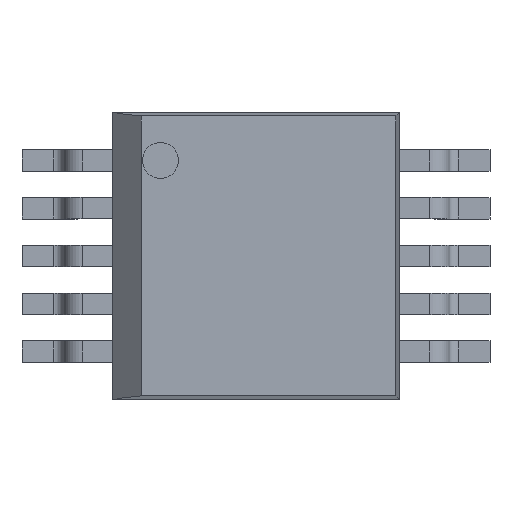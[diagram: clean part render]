
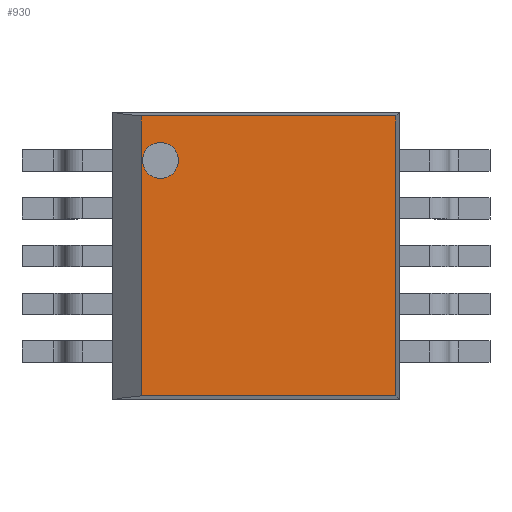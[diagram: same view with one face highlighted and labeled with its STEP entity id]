
A CAD part, top view. The second image highlights one B-rep face of the part: STEP entity #930.
In plain terms, the highlighted planar face has unit normal (0, 0, 1).
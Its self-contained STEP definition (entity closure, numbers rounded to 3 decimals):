
#553 = PLANE('',#554);
#554 = AXIS2_PLACEMENT_3D('',#555,#556,#557);
#555 = CARTESIAN_POINT('',(0.,3.,0.53));
#556 = DIRECTION('',(0.,0.995,0.105));
#557 = DIRECTION('',(1.,0.,0.));
#628 = PLANE('',#629);
#629 = AXIS2_PLACEMENT_3D('',#630,#631,#632);
#630 = CARTESIAN_POINT('',(3.,0.,0.53));
#631 = DIRECTION('',(-0.995,0.,-0.105));
#632 = DIRECTION('',(0.,1.,0.));
#659 = PLANE('',#660);
#660 = AXIS2_PLACEMENT_3D('',#661,#662,#663);
#661 = CARTESIAN_POINT('',(0.,0.,0.53));
#662 = DIRECTION('',(0.,0.995,-0.105));
#663 = DIRECTION('',(1.,0.,0.));
#731 = PLANE('',#732);
#732 = AXIS2_PLACEMENT_3D('',#733,#734,#735);
#733 = CARTESIAN_POINT('',(0.3,0.,0.86));
#734 = DIRECTION('',(-0.707,0.,0.707));
#735 = DIRECTION('',(-0.707,0.,-0.707));
#746 = VERTEX_POINT('',#747);
#747 = CARTESIAN_POINT('',(2.965,2.965,0.86));
#769 = VERTEX_POINT('',#770);
#770 = CARTESIAN_POINT('',(0.3,2.965,0.86));
#789 = EDGE_CURVE('',#769,#746,#790,.T.);
#790 = SURFACE_CURVE('',#791,(#795,#801),.PCURVE_S1.);
#791 = LINE('',#792,#793);
#792 = CARTESIAN_POINT('',(0.,2.965,0.86));
#793 = VECTOR('',#794,1.);
#794 = DIRECTION('',(1.,0.,0.));
#795 = PCURVE('',#553,#796);
#796 = DEFINITIONAL_REPRESENTATION('',(#797),#800);
#797 = B_SPLINE_CURVE_WITH_KNOTS('',1,(#798,#799),.UNSPECIFIED.,.F.,.F.,
  (2,2),(0.035,2.965),.PIECEWISE_BEZIER_KNOTS.);
#798 = CARTESIAN_POINT('',(0.035,-0.332));
#799 = CARTESIAN_POINT('',(2.965,-0.332));
#800 = ( GEOMETRIC_REPRESENTATION_CONTEXT(2) 
PARAMETRIC_REPRESENTATION_CONTEXT() REPRESENTATION_CONTEXT('2D SPACE',''
  ) );
#801 = PCURVE('',#802,#807);
#802 = PLANE('',#803);
#803 = AXIS2_PLACEMENT_3D('',#804,#805,#806);
#804 = CARTESIAN_POINT('',(0.,0.,0.86));
#805 = DIRECTION('',(0.,0.,1.));
#806 = DIRECTION('',(1.,0.,0.));
#807 = DEFINITIONAL_REPRESENTATION('',(#808),#811);
#808 = B_SPLINE_CURVE_WITH_KNOTS('',1,(#809,#810),.UNSPECIFIED.,.F.,.F.,
  (2,2),(0.035,2.965),.PIECEWISE_BEZIER_KNOTS.);
#809 = CARTESIAN_POINT('',(0.035,2.965));
#810 = CARTESIAN_POINT('',(2.965,2.965));
#811 = ( GEOMETRIC_REPRESENTATION_CONTEXT(2) 
PARAMETRIC_REPRESENTATION_CONTEXT() REPRESENTATION_CONTEXT('2D SPACE',''
  ) );
#819 = VERTEX_POINT('',#820);
#820 = CARTESIAN_POINT('',(2.965,0.035,0.86));
#839 = EDGE_CURVE('',#819,#746,#840,.T.);
#840 = SURFACE_CURVE('',#841,(#845,#851),.PCURVE_S1.);
#841 = LINE('',#842,#843);
#842 = CARTESIAN_POINT('',(2.965,0.,0.86));
#843 = VECTOR('',#844,1.);
#844 = DIRECTION('',(0.,1.,0.));
#845 = PCURVE('',#628,#846);
#846 = DEFINITIONAL_REPRESENTATION('',(#847),#850);
#847 = B_SPLINE_CURVE_WITH_KNOTS('',1,(#848,#849),.UNSPECIFIED.,.F.,.F.,
  (2,2),(0.035,2.965),.PIECEWISE_BEZIER_KNOTS.);
#848 = CARTESIAN_POINT('',(0.035,-0.332));
#849 = CARTESIAN_POINT('',(2.965,-0.332));
#850 = ( GEOMETRIC_REPRESENTATION_CONTEXT(2) 
PARAMETRIC_REPRESENTATION_CONTEXT() REPRESENTATION_CONTEXT('2D SPACE',''
  ) );
#851 = PCURVE('',#802,#852);
#852 = DEFINITIONAL_REPRESENTATION('',(#853),#856);
#853 = B_SPLINE_CURVE_WITH_KNOTS('',1,(#854,#855),.UNSPECIFIED.,.F.,.F.,
  (2,2),(0.035,2.965),.PIECEWISE_BEZIER_KNOTS.);
#854 = CARTESIAN_POINT('',(2.965,0.035));
#855 = CARTESIAN_POINT('',(2.965,2.965));
#856 = ( GEOMETRIC_REPRESENTATION_CONTEXT(2) 
PARAMETRIC_REPRESENTATION_CONTEXT() REPRESENTATION_CONTEXT('2D SPACE',''
  ) );
#865 = VERTEX_POINT('',#866);
#866 = CARTESIAN_POINT('',(0.3,0.035,0.86));
#885 = EDGE_CURVE('',#865,#819,#886,.T.);
#886 = SURFACE_CURVE('',#887,(#891,#897),.PCURVE_S1.);
#887 = LINE('',#888,#889);
#888 = CARTESIAN_POINT('',(0.,0.035,0.86));
#889 = VECTOR('',#890,1.);
#890 = DIRECTION('',(1.,0.,0.));
#891 = PCURVE('',#659,#892);
#892 = DEFINITIONAL_REPRESENTATION('',(#893),#896);
#893 = B_SPLINE_CURVE_WITH_KNOTS('',1,(#894,#895),.UNSPECIFIED.,.F.,.F.,
  (2,2),(0.035,2.965),.PIECEWISE_BEZIER_KNOTS.);
#894 = CARTESIAN_POINT('',(0.035,-0.332));
#895 = CARTESIAN_POINT('',(2.965,-0.332));
#896 = ( GEOMETRIC_REPRESENTATION_CONTEXT(2) 
PARAMETRIC_REPRESENTATION_CONTEXT() REPRESENTATION_CONTEXT('2D SPACE',''
  ) );
#897 = PCURVE('',#802,#898);
#898 = DEFINITIONAL_REPRESENTATION('',(#899),#902);
#899 = B_SPLINE_CURVE_WITH_KNOTS('',1,(#900,#901),.UNSPECIFIED.,.F.,.F.,
  (2,2),(0.035,2.965),.PIECEWISE_BEZIER_KNOTS.);
#900 = CARTESIAN_POINT('',(0.035,0.035));
#901 = CARTESIAN_POINT('',(2.965,0.035));
#902 = ( GEOMETRIC_REPRESENTATION_CONTEXT(2) 
PARAMETRIC_REPRESENTATION_CONTEXT() REPRESENTATION_CONTEXT('2D SPACE',''
  ) );
#908 = EDGE_CURVE('',#865,#769,#909,.T.);
#909 = SURFACE_CURVE('',#910,(#914,#921),.PCURVE_S1.);
#910 = LINE('',#911,#912);
#911 = CARTESIAN_POINT('',(0.3,0.,0.86));
#912 = VECTOR('',#913,1.);
#913 = DIRECTION('',(0.,1.,0.));
#914 = PCURVE('',#731,#915);
#915 = DEFINITIONAL_REPRESENTATION('',(#916),#920);
#916 = LINE('',#917,#918);
#917 = CARTESIAN_POINT('',(0.,0.));
#918 = VECTOR('',#919,1.);
#919 = DIRECTION('',(0.,-1.));
#920 = ( GEOMETRIC_REPRESENTATION_CONTEXT(2) 
PARAMETRIC_REPRESENTATION_CONTEXT() REPRESENTATION_CONTEXT('2D SPACE',''
  ) );
#921 = PCURVE('',#802,#922);
#922 = DEFINITIONAL_REPRESENTATION('',(#923),#927);
#923 = LINE('',#924,#925);
#924 = CARTESIAN_POINT('',(0.3,0.));
#925 = VECTOR('',#926,1.);
#926 = DIRECTION('',(0.,1.));
#927 = ( GEOMETRIC_REPRESENTATION_CONTEXT(2) 
PARAMETRIC_REPRESENTATION_CONTEXT() REPRESENTATION_CONTEXT('2D SPACE',''
  ) );
#930 = ADVANCED_FACE('',(#931,#937),#802,.T.);
#931 = FACE_BOUND('',#932,.T.);
#932 = EDGE_LOOP('',(#933,#934,#935,#936));
#933 = ORIENTED_EDGE('',*,*,#789,.F.);
#934 = ORIENTED_EDGE('',*,*,#908,.F.);
#935 = ORIENTED_EDGE('',*,*,#885,.T.);
#936 = ORIENTED_EDGE('',*,*,#839,.T.);
#937 = FACE_BOUND('',#938,.T.);
#938 = EDGE_LOOP('',(#939));
#939 = ORIENTED_EDGE('',*,*,#940,.F.);
#940 = EDGE_CURVE('',#941,#941,#943,.T.);
#941 = VERTEX_POINT('',#942);
#942 = CARTESIAN_POINT('',(0.688,2.5,0.86));
#943 = SURFACE_CURVE('',#944,(#949,#956),.PCURVE_S1.);
#944 = CIRCLE('',#945,0.188);
#945 = AXIS2_PLACEMENT_3D('',#946,#947,#948);
#946 = CARTESIAN_POINT('',(0.5,2.5,0.86));
#947 = DIRECTION('',(0.,0.,1.));
#948 = DIRECTION('',(1.,0.,0.));
#949 = PCURVE('',#802,#950);
#950 = DEFINITIONAL_REPRESENTATION('',(#951),#955);
#951 = CIRCLE('',#952,0.188);
#952 = AXIS2_PLACEMENT_2D('',#953,#954);
#953 = CARTESIAN_POINT('',(0.5,2.5));
#954 = DIRECTION('',(1.,0.));
#955 = ( GEOMETRIC_REPRESENTATION_CONTEXT(2) 
PARAMETRIC_REPRESENTATION_CONTEXT() REPRESENTATION_CONTEXT('2D SPACE',''
  ) );
#956 = PCURVE('',#957,#962);
#957 = CYLINDRICAL_SURFACE('',#958,0.188);
#958 = AXIS2_PLACEMENT_3D('',#959,#960,#961);
#959 = CARTESIAN_POINT('',(0.5,2.5,0.76));
#960 = DIRECTION('',(0.,0.,1.));
#961 = DIRECTION('',(1.,0.,0.));
#962 = DEFINITIONAL_REPRESENTATION('',(#963),#967);
#963 = LINE('',#964,#965);
#964 = CARTESIAN_POINT('',(0.,0.1));
#965 = VECTOR('',#966,1.);
#966 = DIRECTION('',(1.,0.));
#967 = ( GEOMETRIC_REPRESENTATION_CONTEXT(2) 
PARAMETRIC_REPRESENTATION_CONTEXT() REPRESENTATION_CONTEXT('2D SPACE',''
  ) );
